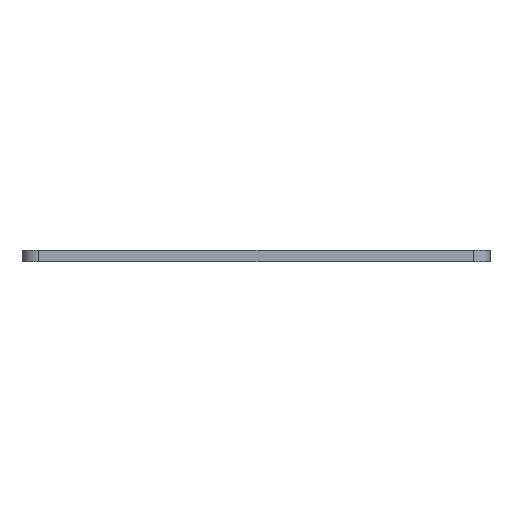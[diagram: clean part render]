
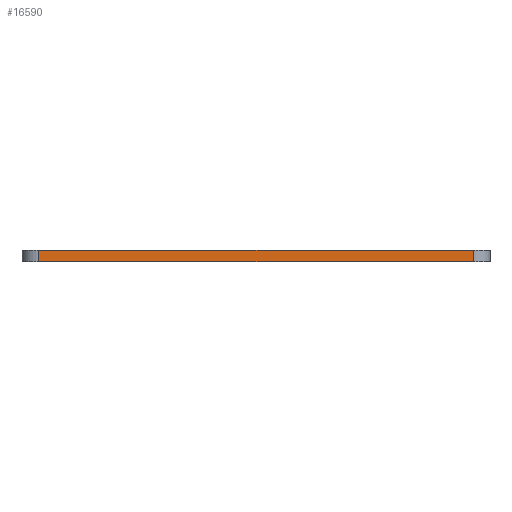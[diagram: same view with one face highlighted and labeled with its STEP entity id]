
A CAD part, left-side view. The second image highlights one B-rep face of the part: STEP entity #16590.
In plain terms, the highlighted planar face has unit normal (-1, 0, 0).
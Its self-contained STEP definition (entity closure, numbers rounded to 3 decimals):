
#1910 = ORIENTED_EDGE ( 'NONE', *, *, #7039, .F. ) ;
#3444 = EDGE_CURVE ( 'NONE', #8734, #11715, #12570, .T. ) ;
#3878 = VECTOR ( 'NONE', #16039, 1000. ) ;
#3930 = EDGE_CURVE ( 'NONE', #11715, #23400, #12520, .T. ) ;
#3998 = EDGE_CURVE ( 'NONE', #7127, #8734, #16950, .T. ) ;
#6930 = VECTOR ( 'NONE', #18915, 1000. ) ;
#7039 = EDGE_CURVE ( 'NONE', #7127, #23400, #9060, .T. ) ;
#7127 = VERTEX_POINT ( 'NONE', #7921 ) ;
#7444 = CARTESIAN_POINT ( 'NONE',  ( -286.205, 291.041, 647.809 ) ) ;
#7921 = CARTESIAN_POINT ( 'NONE',  ( -286.205, 291.041, 10. ) ) ;
#8439 = DIRECTION ( 'NONE',  ( 1., 0., 0. ) ) ;
#8734 = VERTEX_POINT ( 'NONE', #10284 ) ;
#9060 = LINE ( 'NONE', #9522, #6930 ) ;
#9225 = VECTOR ( 'NONE', #22494, 1000. ) ;
#9522 = CARTESIAN_POINT ( 'NONE',  ( -286.205, 0., 10. ) ) ;
#10048 = CARTESIAN_POINT ( 'NONE',  ( -286.205, 0., 647.809 ) ) ;
#10284 = CARTESIAN_POINT ( 'NONE',  ( -286.205, 291.041, 0. ) ) ;
#11715 = VERTEX_POINT ( 'NONE', #15535 ) ;
#12520 = LINE ( 'NONE', #22862, #23806 ) ;
#12570 = LINE ( 'NONE', #23679, #3878 ) ;
#13377 = ORIENTED_EDGE ( 'NONE', *, *, #3998, .T. ) ;
#13861 = FACE_OUTER_BOUND ( 'NONE', #21539, .T. ) ;
#15184 = AXIS2_PLACEMENT_3D ( 'NONE', #10048, #8439, #21405 ) ;
#15535 = CARTESIAN_POINT ( 'NONE',  ( -286.205, -98.959, 0. ) ) ;
#16004 = ORIENTED_EDGE ( 'NONE', *, *, #3930, .T. ) ;
#16039 = DIRECTION ( 'NONE',  ( 0., -1., 0. ) ) ;
#16590 = ADVANCED_FACE ( 'NONE', ( #13861 ), #23129, .F. ) ;
#16950 = LINE ( 'NONE', #7444, #9225 ) ;
#17657 = ORIENTED_EDGE ( 'NONE', *, *, #3444, .T. ) ;
#18900 = CARTESIAN_POINT ( 'NONE',  ( -286.205, -98.959, 10. ) ) ;
#18915 = DIRECTION ( 'NONE',  ( 0., -1., 0. ) ) ;
#20789 = DIRECTION ( 'NONE',  ( 0., 0., 1. ) ) ;
#21405 = DIRECTION ( 'NONE',  ( 0., 1., 0. ) ) ;
#21539 = EDGE_LOOP ( 'NONE', ( #1910, #13377, #17657, #16004 ) ) ;
#22494 = DIRECTION ( 'NONE',  ( 0., 0., -1. ) ) ;
#22862 = CARTESIAN_POINT ( 'NONE',  ( -286.205, -98.959, 647.809 ) ) ;
#23129 = PLANE ( 'NONE',  #15184 ) ;
#23400 = VERTEX_POINT ( 'NONE', #18900 ) ;
#23679 = CARTESIAN_POINT ( 'NONE',  ( -286.205, 0., 0. ) ) ;
#23806 = VECTOR ( 'NONE', #20789, 1000. ) ;
